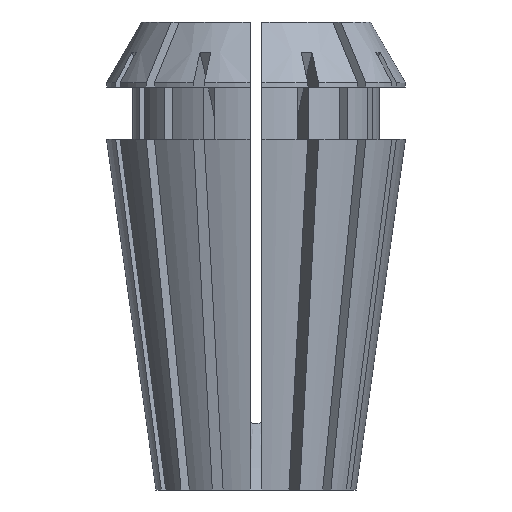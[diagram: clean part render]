
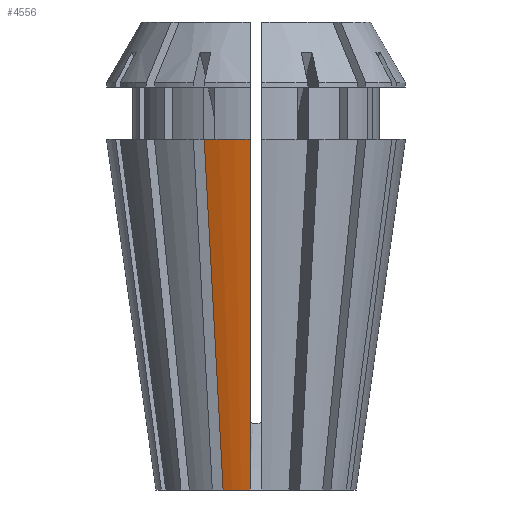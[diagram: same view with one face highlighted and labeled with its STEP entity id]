
A CAD part, front view. The second image highlights one B-rep face of the part: STEP entity #4556.
In plain terms, the highlighted conical face has half-angle 8 degrees and reference radius 3.856 mm.
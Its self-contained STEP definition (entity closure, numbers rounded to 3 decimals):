
#255 = B_SPLINE_CURVE_WITH_KNOTS ( 'NONE', 3,
 ( #3657, #2377, #5404, #1532, #3713, #4570, #5441 ),
 .UNSPECIFIED., .F., .F.,
 ( 4, 3, 4 ),
 ( 0., 0.01, 0.014 ),
 .UNSPECIFIED. ) ;
#370 = CARTESIAN_POINT ( 'NONE',  ( -0.225, -5.198, 9.586 ) ) ;
#651 = EDGE_CURVE ( 'NONE', #5272, #3432, #5443, .T. ) ;
#735 = B_SPLINE_CURVE_WITH_KNOTS ( 'NONE', 3,
 ( #3356, #370, #5463, #4204, #2906, #4183, #1594 ),
 .UNSPECIFIED., .F., .F.,
 ( 4, 3, 4 ),
 ( 0.023, 0.035, 0.037 ),
 .UNSPECIFIED. ) ;
#744 = CARTESIAN_POINT ( 'NONE',  ( -0.225, -5.749, 13.5 ) ) ;
#792 = ORIENTED_EDGE ( 'NONE', *, *, #651, .T. ) ;
#963 = CARTESIAN_POINT ( 'NONE',  ( 0., 0., 0. ) ) ;
#978 = DIRECTION ( 'NONE',  ( 0., 0., -1. ) ) ;
#1228 = CIRCLE ( 'NONE', #3438, 3.856 ) ;
#1532 = CARTESIAN_POINT ( 'NONE',  ( -1.454, -4.097, 3.498 ) ) ;
#1594 = CARTESIAN_POINT ( 'NONE',  ( -0.225, -3.849, 0. ) ) ;
#1799 = CARTESIAN_POINT ( 'NONE',  ( 0., 0., 0. ) ) ;
#1863 = ORIENTED_EDGE ( 'NONE', *, *, #2097, .T. ) ;
#2067 = VERTEX_POINT ( 'NONE', #5350 ) ;
#2097 = EDGE_CURVE ( 'NONE', #3432, #2067, #255, .T. ) ;
#2161 = FACE_OUTER_BOUND ( 'NONE', #4913, .T. ) ;
#2249 = DIRECTION ( 'NONE',  ( -1., 0., 0. ) ) ;
#2315 = EDGE_CURVE ( 'NONE', #5272, #3925, #735, .T. ) ;
#2377 = CARTESIAN_POINT ( 'NONE',  ( -1.813, -4.964, 10.166 ) ) ;
#2557 = CARTESIAN_POINT ( 'NONE',  ( -0.225, -3.849, 0. ) ) ;
#2719 = DIRECTION ( 'NONE',  ( 0., 0., 1. ) ) ;
#2767 = CONICAL_SURFACE ( 'NONE', #4608, 3.856, 0.14 ) ;
#2906 = CARTESIAN_POINT ( 'NONE',  ( -0.225, -4.014, 1.173 ) ) ;
#3081 = DIRECTION ( 'NONE',  ( 0., 0., -1. ) ) ;
#3356 = CARTESIAN_POINT ( 'NONE',  ( -0.225, -5.749, 13.5 ) ) ;
#3432 = VERTEX_POINT ( 'NONE', #5214 ) ;
#3438 = AXIS2_PLACEMENT_3D ( 'NONE', #963, #978, #2249 ) ;
#3543 = DIRECTION ( 'NONE',  ( -1., 0., 0. ) ) ;
#3657 = CARTESIAN_POINT ( 'NONE',  ( -1.992, -5.397, 13.5 ) ) ;
#3713 = CARTESIAN_POINT ( 'NONE',  ( -1.391, -3.946, 2.332 ) ) ;
#3897 = DIRECTION ( 'NONE',  ( 1., 0., 0. ) ) ;
#3925 = VERTEX_POINT ( 'NONE', #2557 ) ;
#4183 = CARTESIAN_POINT ( 'NONE',  ( -0.225, -3.932, 0.586 ) ) ;
#4204 = CARTESIAN_POINT ( 'NONE',  ( -0.225, -4.097, 1.759 ) ) ;
#4354 = ORIENTED_EDGE ( 'NONE', *, *, #2315, .F. ) ;
#4482 = EDGE_CURVE ( 'NONE', #3925, #2067, #1228, .T. ) ;
#4556 = ADVANCED_FACE ( 'NONE', ( #2161 ), #2767, .T. ) ;
#4570 = CARTESIAN_POINT ( 'NONE',  ( -1.328, -3.794, 1.166 ) ) ;
#4608 = AXIS2_PLACEMENT_3D ( 'NONE', #1799, #2719, #3897 ) ;
#4733 = AXIS2_PLACEMENT_3D ( 'NONE', #4815, #3081, #3543 ) ;
#4734 = ORIENTED_EDGE ( 'NONE', *, *, #4482, .F. ) ;
#4815 = CARTESIAN_POINT ( 'NONE',  ( 0., 0., 13.5 ) ) ;
#4913 = EDGE_LOOP ( 'NONE', ( #792, #1863, #4734, #4354 ) ) ;
#5214 = CARTESIAN_POINT ( 'NONE',  ( -1.992, -5.397, 13.5 ) ) ;
#5272 = VERTEX_POINT ( 'NONE', #744 ) ;
#5350 = CARTESIAN_POINT ( 'NONE',  ( -1.265, -3.642, 0. ) ) ;
#5404 = CARTESIAN_POINT ( 'NONE',  ( -1.633, -4.531, 6.832 ) ) ;
#5441 = CARTESIAN_POINT ( 'NONE',  ( -1.265, -3.642, 0. ) ) ;
#5443 = CIRCLE ( 'NONE', #4733, 5.753 ) ;
#5463 = CARTESIAN_POINT ( 'NONE',  ( -0.225, -4.648, 5.673 ) ) ;
